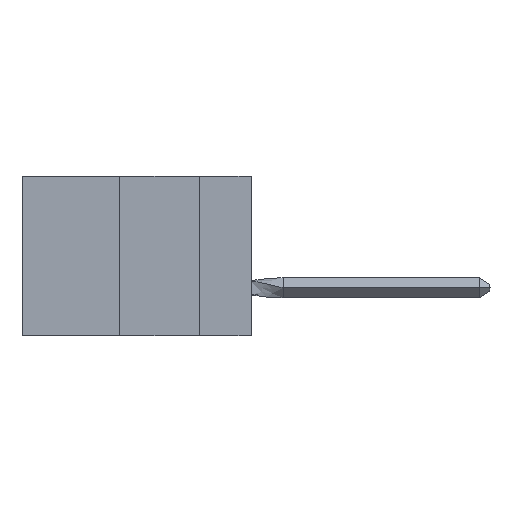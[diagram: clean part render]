
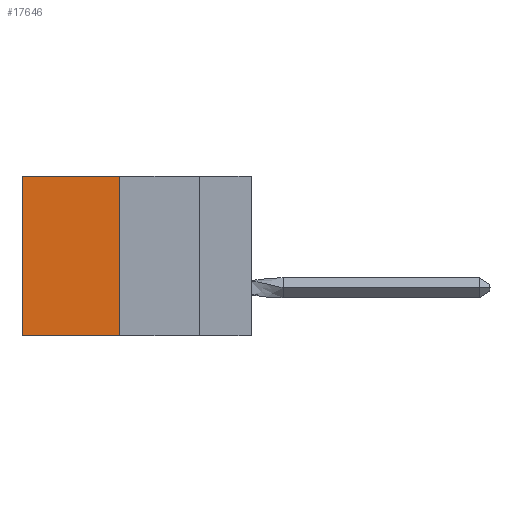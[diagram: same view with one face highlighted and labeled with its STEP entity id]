
A CAD part, left-side view. The second image highlights one B-rep face of the part: STEP entity #17646.
In plain terms, the highlighted planar face has unit normal (-1, 0, 0).
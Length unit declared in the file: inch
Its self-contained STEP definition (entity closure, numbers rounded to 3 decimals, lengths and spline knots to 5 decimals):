
#1559 = VECTOR ( 'NONE', #4472, 39.37008 ) ;
#1694 = AXIS2_PLACEMENT_3D ( 'NONE', #26394, #23448, #9503 ) ;
#4346 = VERTEX_POINT ( 'NONE', #14554 ) ;
#4472 = DIRECTION ( 'NONE',  ( 0., 0., -1. ) ) ;
#6615 = CARTESIAN_POINT ( 'NONE',  ( 0.305, 0.72, 0. ) ) ;
#6682 = VECTOR ( 'NONE', #18956, 39.37008 ) ;
#6965 = VECTOR ( 'NONE', #11956, 39.37008 ) ;
#7089 = CARTESIAN_POINT ( 'NONE',  ( 0.305, 0.413, -0.5 ) ) ;
#7323 = CARTESIAN_POINT ( 'NONE',  ( 0.305, 0.72, -0.5 ) ) ;
#7375 = CARTESIAN_POINT ( 'NONE',  ( 0.305, 0.413, 0. ) ) ;
#9069 = VERTEX_POINT ( 'NONE', #25912 ) ;
#9183 = LINE ( 'NONE', #7323, #1559 ) ;
#9503 = DIRECTION ( 'NONE',  ( 0., 0., -1. ) ) ;
#11956 = DIRECTION ( 'NONE',  ( 0., 1., 0. ) ) ;
#13667 = ORIENTED_EDGE ( 'NONE', *, *, #33445, .T. ) ;
#14196 = EDGE_CURVE ( 'NONE', #17107, #9069, #35405, .T. ) ;
#14554 = CARTESIAN_POINT ( 'NONE',  ( 0.305, 0.72, -0.5 ) ) ;
#16032 = EDGE_CURVE ( 'NONE', #9069, #4346, #28152, .T. ) ;
#17107 = VERTEX_POINT ( 'NONE', #21580 ) ;
#17646 = ADVANCED_FACE ( 'NONE', ( #25896 ), #29225, .F. ) ;
#18374 = DIRECTION ( 'NONE',  ( 0., 1., 0. ) ) ;
#18941 = EDGE_LOOP ( 'NONE', ( #13667, #33213, #29534, #27575 ) ) ;
#18956 = DIRECTION ( 'NONE',  ( 0., 0., -1. ) ) ;
#18976 = VECTOR ( 'NONE', #18374, 39.37008 ) ;
#19337 = CARTESIAN_POINT ( 'NONE',  ( 0.305, 0.413, -0.5 ) ) ;
#21580 = CARTESIAN_POINT ( 'NONE',  ( 0.305, 0.413, 0. ) ) ;
#23448 = DIRECTION ( 'NONE',  ( 1., 0., 0. ) ) ;
#25896 = FACE_OUTER_BOUND ( 'NONE', #18941, .T. ) ;
#25912 = CARTESIAN_POINT ( 'NONE',  ( 0.305, 0.413, -0.5 ) ) ;
#26394 = CARTESIAN_POINT ( 'NONE',  ( 0.305, 0.413, -0.5 ) ) ;
#27575 = ORIENTED_EDGE ( 'NONE', *, *, #29130, .T. ) ;
#28152 = LINE ( 'NONE', #7089, #6965 ) ;
#29130 = EDGE_CURVE ( 'NONE', #17107, #33322, #35759, .T. ) ;
#29225 = PLANE ( 'NONE',  #1694 ) ;
#29534 = ORIENTED_EDGE ( 'NONE', *, *, #14196, .F. ) ;
#33213 = ORIENTED_EDGE ( 'NONE', *, *, #16032, .F. ) ;
#33322 = VERTEX_POINT ( 'NONE', #6615 ) ;
#33445 = EDGE_CURVE ( 'NONE', #33322, #4346, #9183, .T. ) ;
#35405 = LINE ( 'NONE', #19337, #6682 ) ;
#35759 = LINE ( 'NONE', #7375, #18976 ) ;
